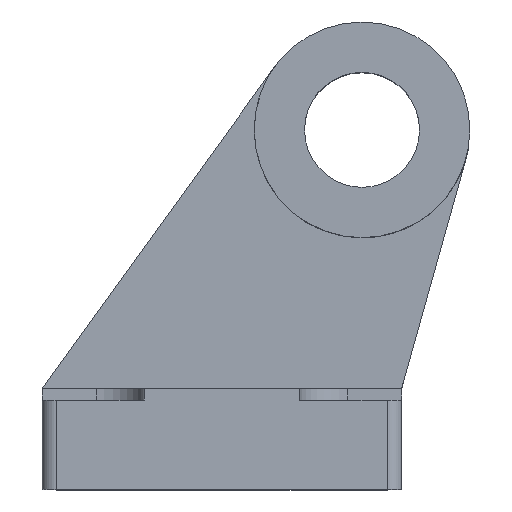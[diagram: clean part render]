
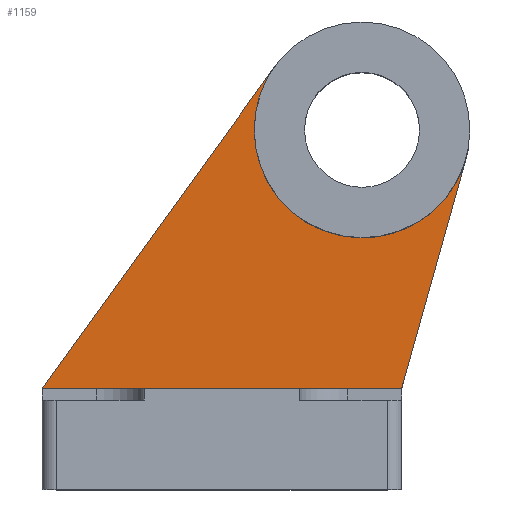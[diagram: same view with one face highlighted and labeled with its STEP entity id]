
A CAD part, top view. The second image highlights one B-rep face of the part: STEP entity #1159.
In plain terms, the highlighted planar face has unit normal (0, 0, 1).
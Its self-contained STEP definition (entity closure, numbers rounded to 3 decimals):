
#7 = VERTEX_POINT ( 'NONE', #1390 ) ;
#9 = ORIENTED_EDGE ( 'NONE', *, *, #1623, .F. ) ;
#122 = DIRECTION ( 'NONE',  ( 1., 0., 0. ) ) ;
#171 = CARTESIAN_POINT ( 'NONE',  ( 33.945, 45.957, 8. ) ) ;
#258 = CARTESIAN_POINT ( 'NONE',  ( -25., 14., 8. ) ) ;
#266 = VERTEX_POINT ( 'NONE', #171 ) ;
#295 = LINE ( 'NONE', #1350, #573 ) ;
#376 = AXIS2_PLACEMENT_3D ( 'NONE', #731, #1527, #1379 ) ;
#460 = ORIENTED_EDGE ( 'NONE', *, *, #1061, .T. ) ;
#488 = DIRECTION ( 'NONE',  ( 0., 0., -1. ) ) ;
#526 = EDGE_CURVE ( 'NONE', #1197, #7, #1684, .T. ) ;
#569 = VECTOR ( 'NONE', #122, 1000. ) ;
#573 = VECTOR ( 'NONE', #673, 1000. ) ;
#591 = PLANE ( 'NONE',  #795 ) ;
#608 = DIRECTION ( 'NONE',  ( -0.585, -0.811, 0. ) ) ;
#609 = CARTESIAN_POINT ( 'NONE',  ( -25., 14., 8. ) ) ;
#673 = DIRECTION ( 'NONE',  ( 0.27, 0.963, 0. ) ) ;
#711 = ORIENTED_EDGE ( 'NONE', *, *, #741, .F. ) ;
#713 = VECTOR ( 'NONE', #608, 1000. ) ;
#715 = FACE_OUTER_BOUND ( 'NONE', #780, .T. ) ;
#731 = CARTESIAN_POINT ( 'NONE',  ( 19.5, 50., 8. ) ) ;
#741 = EDGE_CURVE ( 'NONE', #810, #1680, #1201, .T. ) ;
#749 = CARTESIAN_POINT ( 'NONE',  ( 7.339, 58.782, 8. ) ) ;
#780 = EDGE_LOOP ( 'NONE', ( #711, #1464, #1008, #460, #9 ) ) ;
#795 = AXIS2_PLACEMENT_3D ( 'NONE', #1117, #488, #1258 ) ;
#810 = VERTEX_POINT ( 'NONE', #976 ) ;
#811 = EDGE_CURVE ( 'NONE', #810, #1197, #992, .T. ) ;
#830 = AXIS2_PLACEMENT_3D ( 'NONE', #925, #1561, #1191 ) ;
#925 = CARTESIAN_POINT ( 'NONE',  ( 19.5, 50., 8. ) ) ;
#976 = CARTESIAN_POINT ( 'NONE',  ( 7.339, 58.782, 8. ) ) ;
#992 = LINE ( 'NONE', #749, #713 ) ;
#1008 = ORIENTED_EDGE ( 'NONE', *, *, #526, .T. ) ;
#1061 = EDGE_CURVE ( 'NONE', #7, #266, #295, .T. ) ;
#1117 = CARTESIAN_POINT ( 'NONE',  ( 0., 0., 8. ) ) ;
#1159 = ADVANCED_FACE ( 'NONE', ( #715 ), #591, .F. ) ;
#1191 = DIRECTION ( 'NONE',  ( -1., 0., 0. ) ) ;
#1197 = VERTEX_POINT ( 'NONE', #609 ) ;
#1201 = CIRCLE ( 'NONE', #376, 15. ) ;
#1234 = CIRCLE ( 'NONE', #830, 15. ) ;
#1258 = DIRECTION ( 'NONE',  ( 0., -1., 0. ) ) ;
#1312 = CARTESIAN_POINT ( 'NONE',  ( 4.5, 50., 8. ) ) ;
#1350 = CARTESIAN_POINT ( 'NONE',  ( 25., 14., 8. ) ) ;
#1379 = DIRECTION ( 'NONE',  ( -1., 0., 0. ) ) ;
#1390 = CARTESIAN_POINT ( 'NONE',  ( 25., 14., 8. ) ) ;
#1464 = ORIENTED_EDGE ( 'NONE', *, *, #811, .T. ) ;
#1527 = DIRECTION ( 'NONE',  ( 0., 0., 1. ) ) ;
#1561 = DIRECTION ( 'NONE',  ( 0., 0., 1. ) ) ;
#1623 = EDGE_CURVE ( 'NONE', #1680, #266, #1234, .T. ) ;
#1680 = VERTEX_POINT ( 'NONE', #1312 ) ;
#1684 = LINE ( 'NONE', #258, #569 ) ;
